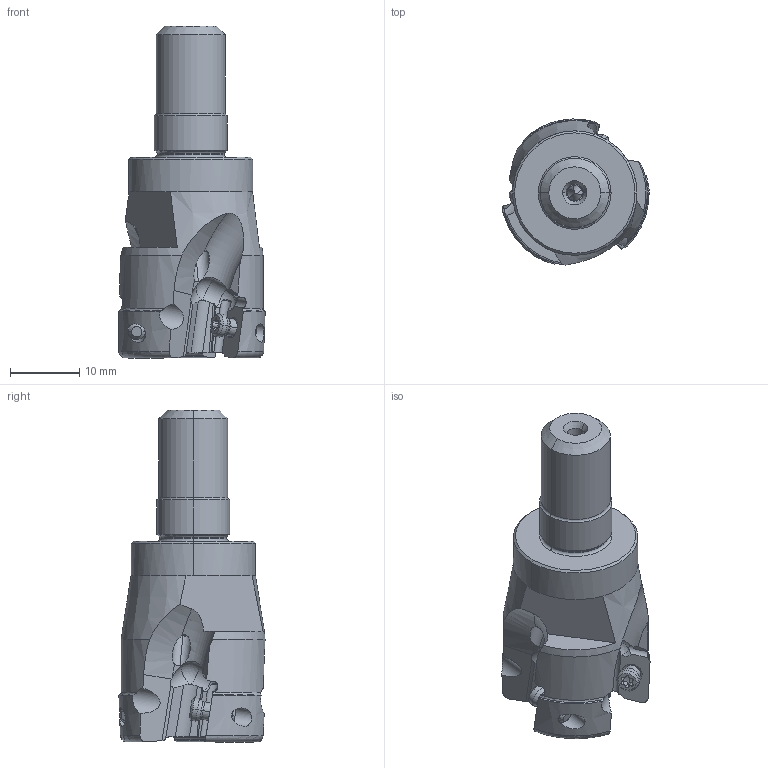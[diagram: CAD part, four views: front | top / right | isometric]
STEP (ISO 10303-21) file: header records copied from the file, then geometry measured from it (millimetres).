
FILE_DESCRIPTION(/* description */ (''),/* implementation_level */ '2;1');
FILE_NAME(/* name */ 'APX3000UR143AM10A30.stp',/* time_stamp */ '2021-09-08T11:46:13+09:00',/* author */ (''),/* organization */ (''),/* preprocessor_version */ 'ST-DEVELOPER v16',/* originating_system */ 'SIEMENS PLM Software NX 10.0',/* authorisation */ '');
FILE_SCHEMA (('AUTOMOTIVE_DESIGN { 1 0 10303 214 3 1 1 1 }'));
Length unit declared in the file: millimetre
Products named in the file (1): APX3000UR143AM10A30_ASM
Bounding box: 21.16 x 21.15 x 48.02 mm (x, y, z)
Volume: 7980.4 mm3; surface area: 3964.2 mm2
Topology: 4 solids, 4 shells, 288 faces, 851 edges, 584 vertices
Faces by surface type: cylinder 124, plane 71, cone 51, torus 27, sphere 15
Entity records: 12596 total; most frequent: CARTESIAN_POINT 4872, ORIENTED_EDGE 1678, DIRECTION 1506, EDGE_CURVE 839, AXIS2_PLACEMENT_3D 640, VERTEX_POINT 561, EDGE_LOOP 302, ADVANCED_FACE 288
